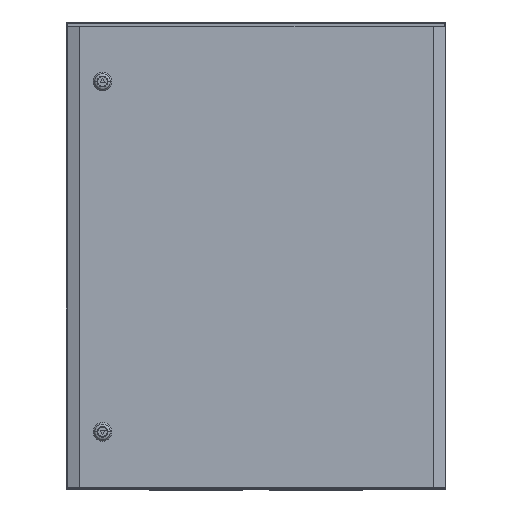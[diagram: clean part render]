
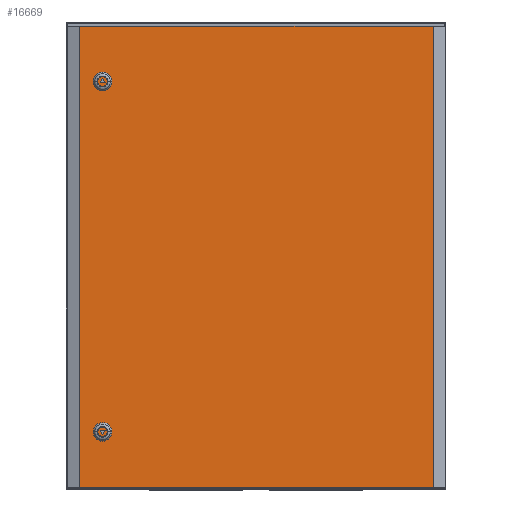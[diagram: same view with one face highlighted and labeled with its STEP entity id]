
A CAD part, top view. The second image highlights one B-rep face of the part: STEP entity #16669.
In plain terms, the highlighted planar face has unit normal (-0.002, 0, 1).
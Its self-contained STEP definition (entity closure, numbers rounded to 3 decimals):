
#103 = CARTESIAN_POINT ( 'NONE',  ( -302.921, -395., 0. ) ) ;
#401 = DIRECTION ( 'NONE',  ( 0., 0., 1. ) ) ;
#659 = VERTEX_POINT ( 'NONE', #3765 ) ;
#935 = CIRCLE ( 'NONE', #22485, 1.5 ) ;
#1084 = LINE ( 'NONE', #18830, #15242 ) ;
#3041 = CARTESIAN_POINT ( 'NONE',  ( -263.5, 300., 0. ) ) ;
#3141 = FACE_BOUND ( 'NONE', #4469, .T. ) ;
#3765 = CARTESIAN_POINT ( 'NONE',  ( -302.921, 395., 0. ) ) ;
#4456 = EDGE_CURVE ( 'NONE', #23622, #23798, #5793, .T. ) ;
#4469 = EDGE_LOOP ( 'NONE', ( #14029, #4661 ) ) ;
#4661 = ORIENTED_EDGE ( 'NONE', *, *, #4456, .F. ) ;
#4740 = LINE ( 'NONE', #14654, #26671 ) ;
#5290 = CARTESIAN_POINT ( 'NONE',  ( -302.921, -395., 0. ) ) ;
#5427 = AXIS2_PLACEMENT_3D ( 'NONE', #26915, #14384, #18794 ) ;
#5793 = CIRCLE ( 'NONE', #5427, 1.5 ) ;
#5857 = AXIS2_PLACEMENT_3D ( 'NONE', #12063, #14181, #18382 ) ;
#6240 = VERTEX_POINT ( 'NONE', #14693 ) ;
#6272 = DIRECTION ( 'NONE',  ( 0., 0., 1. ) ) ;
#6327 = EDGE_LOOP ( 'NONE', ( #22922, #13435, #12570, #15619 ) ) ;
#6378 = CARTESIAN_POINT ( 'NONE',  ( -262., -300., 0. ) ) ;
#7163 = CARTESIAN_POINT ( 'NONE',  ( -302.921, 395., 0. ) ) ;
#7418 = DIRECTION ( 'NONE',  ( 0., 0., 1. ) ) ;
#7844 = ORIENTED_EDGE ( 'NONE', *, *, #21101, .F. ) ;
#8017 = DIRECTION ( 'NONE',  ( 0., -1., 0. ) ) ;
#8145 = AXIS2_PLACEMENT_3D ( 'NONE', #3041, #7418, #13510 ) ;
#8609 = EDGE_CURVE ( 'NONE', #23798, #23622, #21050, .T. ) ;
#9277 = DIRECTION ( 'NONE',  ( 0., -1., 0. ) ) ;
#9569 = VERTEX_POINT ( 'NONE', #6378 ) ;
#9770 = VECTOR ( 'NONE', #17758, 1000. ) ;
#10067 = CARTESIAN_POINT ( 'NONE',  ( -265., -300., 0. ) ) ;
#10754 = VECTOR ( 'NONE', #9277, 1000. ) ;
#11143 = EDGE_CURVE ( 'NONE', #6240, #25621, #4740, .T. ) ;
#11356 = FACE_OUTER_BOUND ( 'NONE', #6327, .T. ) ;
#12063 = CARTESIAN_POINT ( 'NONE',  ( -263.5, -300., 0. ) ) ;
#12416 = DIRECTION ( 'NONE',  ( -1., 0., 0. ) ) ;
#12570 = ORIENTED_EDGE ( 'NONE', *, *, #27230, .T. ) ;
#13028 = CARTESIAN_POINT ( 'NONE',  ( -263.5, -300., 0. ) ) ;
#13435 = ORIENTED_EDGE ( 'NONE', *, *, #11143, .F. ) ;
#13510 = DIRECTION ( 'NONE',  ( 1., 0., 0. ) ) ;
#14029 = ORIENTED_EDGE ( 'NONE', *, *, #8609, .F. ) ;
#14181 = DIRECTION ( 'NONE',  ( 0., 0., 1. ) ) ;
#14384 = DIRECTION ( 'NONE',  ( 0., 0., 1. ) ) ;
#14453 = PLANE ( 'NONE',  #20503 ) ;
#14455 = CARTESIAN_POINT ( 'NONE',  ( -262., 300., 0. ) ) ;
#14654 = CARTESIAN_POINT ( 'NONE',  ( 302.921, 395., 0. ) ) ;
#14656 = FACE_BOUND ( 'NONE', #14840, .T. ) ;
#14693 = CARTESIAN_POINT ( 'NONE',  ( 302.921, 395., 0. ) ) ;
#14699 = LINE ( 'NONE', #7163, #10754 ) ;
#14840 = EDGE_LOOP ( 'NONE', ( #7844, #15193 ) ) ;
#15125 = DIRECTION ( 'NONE',  ( -1., 0., 0. ) ) ;
#15192 = EDGE_CURVE ( 'NONE', #19313, #9569, #21907, .T. ) ;
#15193 = ORIENTED_EDGE ( 'NONE', *, *, #15192, .F. ) ;
#15242 = VECTOR ( 'NONE', #12416, 1000. ) ;
#15380 = LINE ( 'NONE', #5290, #9770 ) ;
#15508 = CARTESIAN_POINT ( 'NONE',  ( -265., 300., 0. ) ) ;
#15532 = EDGE_CURVE ( 'NONE', #659, #22478, #14699, .T. ) ;
#15619 = ORIENTED_EDGE ( 'NONE', *, *, #15532, .T. ) ;
#16669 = ADVANCED_FACE ( 'NONE', ( #14656, #3141, #11356 ), #14453, .T. ) ;
#17678 = CARTESIAN_POINT ( 'NONE',  ( 302.921, -395., 0. ) ) ;
#17758 = DIRECTION ( 'NONE',  ( -1., 0., 0. ) ) ;
#18382 = DIRECTION ( 'NONE',  ( -1., 0., 0. ) ) ;
#18794 = DIRECTION ( 'NONE',  ( 1., 0., 0. ) ) ;
#18830 = CARTESIAN_POINT ( 'NONE',  ( -302.921, 395., 0. ) ) ;
#19313 = VERTEX_POINT ( 'NONE', #10067 ) ;
#20503 = AXIS2_PLACEMENT_3D ( 'NONE', #20879, #6272, #22779 ) ;
#20879 = CARTESIAN_POINT ( 'NONE',  ( -302.921, 395., 0. ) ) ;
#21050 = CIRCLE ( 'NONE', #8145, 1.5 ) ;
#21101 = EDGE_CURVE ( 'NONE', #9569, #19313, #935, .T. ) ;
#21826 = EDGE_CURVE ( 'NONE', #25621, #22478, #15380, .T. ) ;
#21907 = CIRCLE ( 'NONE', #5857, 1.5 ) ;
#22478 = VERTEX_POINT ( 'NONE', #103 ) ;
#22485 = AXIS2_PLACEMENT_3D ( 'NONE', #13028, #401, #15125 ) ;
#22779 = DIRECTION ( 'NONE',  ( 1., 0., 0. ) ) ;
#22922 = ORIENTED_EDGE ( 'NONE', *, *, #21826, .F. ) ;
#23622 = VERTEX_POINT ( 'NONE', #15508 ) ;
#23798 = VERTEX_POINT ( 'NONE', #14455 ) ;
#25621 = VERTEX_POINT ( 'NONE', #17678 ) ;
#26671 = VECTOR ( 'NONE', #8017, 1000. ) ;
#26915 = CARTESIAN_POINT ( 'NONE',  ( -263.5, 300., 0. ) ) ;
#27230 = EDGE_CURVE ( 'NONE', #6240, #659, #1084, .T. ) ;
